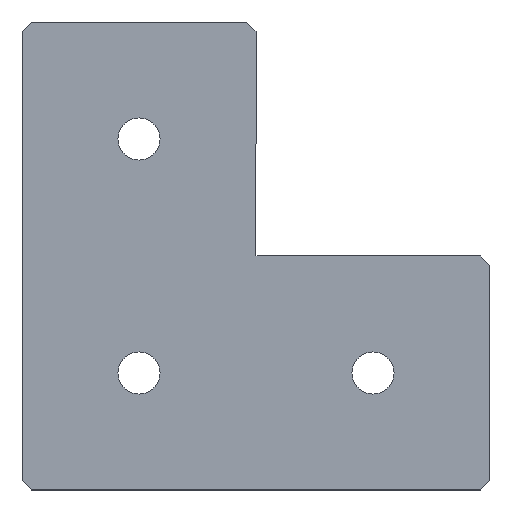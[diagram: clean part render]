
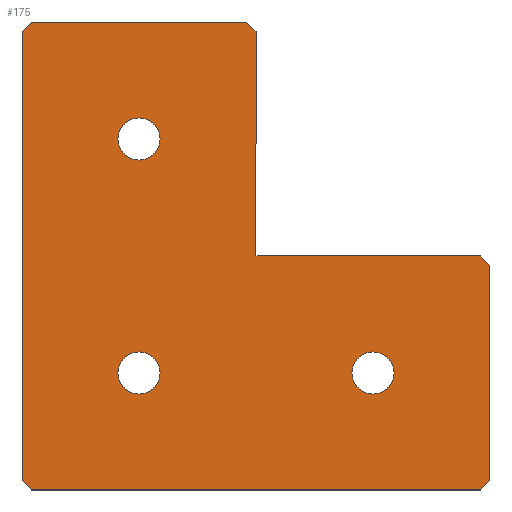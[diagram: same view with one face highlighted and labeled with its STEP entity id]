
A CAD part, top view. The second image highlights one B-rep face of the part: STEP entity #175.
In plain terms, the highlighted planar face has unit normal (0, 0, 1).
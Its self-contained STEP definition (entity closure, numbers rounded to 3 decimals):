
#3 = DIRECTION ( 'NONE',  ( -0.707, -0.707, 0. ) ) ;
#9 = AXIS2_PLACEMENT_3D ( 'NONE', #527, #577, #71 ) ;
#11 = CARTESIAN_POINT ( 'NONE',  ( 24., 24., 0. ) ) ;
#13 = EDGE_CURVE ( 'NONE', #457, #162, #173, .T. ) ;
#24 = VERTEX_POINT ( 'NONE', #567 ) ;
#27 = CARTESIAN_POINT ( 'NONE',  ( 25., -29.5, 0. ) ) ;
#29 = VERTEX_POINT ( 'NONE', #270 ) ;
#32 = CARTESIAN_POINT ( 'NONE',  ( 50., -50., 0. ) ) ;
#37 = CARTESIAN_POINT ( 'NONE',  ( 75., -75., 0. ) ) ;
#39 = DIRECTION ( 'NONE',  ( 0.707, 0.707, 0. ) ) ;
#43 = DIRECTION ( 'NONE',  ( 0., 0., -1. ) ) ;
#46 = CARTESIAN_POINT ( 'NONE',  ( 25., -70.5, 0. ) ) ;
#51 = LINE ( 'NONE', #11, #386 ) ;
#59 = EDGE_CURVE ( 'NONE', #176, #24, #319, .T. ) ;
#65 = ORIENTED_EDGE ( 'NONE', *, *, #473, .F. ) ;
#67 = DIRECTION ( 'NONE',  ( 0., 0., -1. ) ) ;
#68 = EDGE_CURVE ( 'NONE', #74, #377, #218, .T. ) ;
#69 = VECTOR ( 'NONE', #140, 1000. ) ;
#71 = DIRECTION ( 'NONE',  ( 0., 1., 0. ) ) ;
#74 = VERTEX_POINT ( 'NONE', #509 ) ;
#76 = ORIENTED_EDGE ( 'NONE', *, *, #609, .F. ) ;
#78 = FACE_BOUND ( 'NONE', #332, .T. ) ;
#85 = VERTEX_POINT ( 'NONE', #217 ) ;
#87 = EDGE_CURVE ( 'NONE', #29, #85, #51, .T. ) ;
#91 = VERTEX_POINT ( 'NONE', #46 ) ;
#96 = LINE ( 'NONE', #312, #109 ) ;
#101 = DIRECTION ( 'NONE',  ( 0., 1., 0. ) ) ;
#106 = AXIS2_PLACEMENT_3D ( 'NONE', #590, #548, #206 ) ;
#109 = VECTOR ( 'NONE', #503, 1000. ) ;
#114 = EDGE_CURVE ( 'NONE', #367, #199, #325, .T. ) ;
#118 = CARTESIAN_POINT ( 'NONE',  ( 0., -2., 0. ) ) ;
#120 = AXIS2_PLACEMENT_3D ( 'NONE', #643, #542, #200 ) ;
#121 = ORIENTED_EDGE ( 'NONE', *, *, #205, .T. ) ;
#125 = VERTEX_POINT ( 'NONE', #157 ) ;
#128 = EDGE_CURVE ( 'NONE', #367, #125, #601, .T. ) ;
#136 = EDGE_CURVE ( 'NONE', #462, #644, #182, .T. ) ;
#139 = ORIENTED_EDGE ( 'NONE', *, *, #498, .T. ) ;
#140 = DIRECTION ( 'NONE',  ( 1., 0., 0. ) ) ;
#148 = CARTESIAN_POINT ( 'NONE',  ( 75., -79.5, 0. ) ) ;
#151 = CARTESIAN_POINT ( 'NONE',  ( 100., -98., 0. ) ) ;
#157 = CARTESIAN_POINT ( 'NONE',  ( 2., -100., 0. ) ) ;
#162 = VERTEX_POINT ( 'NONE', #27 ) ;
#165 = DIRECTION ( 'NONE',  ( -0.707, 0.707, 0. ) ) ;
#171 = EDGE_CURVE ( 'NONE', #245, #85, #242, .T. ) ;
#173 = CIRCLE ( 'NONE', #339, 4.5 ) ;
#175 = ADVANCED_FACE ( 'NONE', ( #78, #599, #345, #555 ), #260, .T. ) ;
#176 = VERTEX_POINT ( 'NONE', #304 ) ;
#182 = CIRCLE ( 'NONE', #106, 4.5 ) ;
#192 = DIRECTION ( 'NONE',  ( 0., 0., 1. ) ) ;
#195 = DIRECTION ( 'NONE',  ( 0., -1., 0. ) ) ;
#199 = VERTEX_POINT ( 'NONE', #151 ) ;
#200 = DIRECTION ( 'NONE',  ( 0., 1., 0. ) ) ;
#202 = CARTESIAN_POINT ( 'NONE',  ( 100., -52., 0. ) ) ;
#203 = VECTOR ( 'NONE', #39, 1000. ) ;
#205 = EDGE_CURVE ( 'NONE', #74, #125, #96, .T. ) ;
#206 = DIRECTION ( 'NONE',  ( 0., 1., 0. ) ) ;
#217 = CARTESIAN_POINT ( 'NONE',  ( 48., 0., 0. ) ) ;
#218 = LINE ( 'NONE', #412, #648 ) ;
#221 = VECTOR ( 'NONE', #500, 1000. ) ;
#242 = LINE ( 'NONE', #396, #69 ) ;
#244 = EDGE_LOOP ( 'NONE', ( #362, #343 ) ) ;
#245 = VERTEX_POINT ( 'NONE', #545 ) ;
#250 = ORIENTED_EDGE ( 'NONE', *, *, #623, .T. ) ;
#256 = CARTESIAN_POINT ( 'NONE',  ( 25., -20.5, 0. ) ) ;
#260 = PLANE ( 'NONE',  #269 ) ;
#262 = CARTESIAN_POINT ( 'NONE',  ( 75., -70.5, 0. ) ) ;
#265 = CARTESIAN_POINT ( 'NONE',  ( 25., -79.5, 0. ) ) ;
#268 = LINE ( 'NONE', #552, #277 ) ;
#269 = AXIS2_PLACEMENT_3D ( 'NONE', #459, #192, #537 ) ;
#270 = CARTESIAN_POINT ( 'NONE',  ( 50., -2., 0. ) ) ;
#275 = DIRECTION ( 'NONE',  ( 0., 1., 0. ) ) ;
#277 = VECTOR ( 'NONE', #3, 1000. ) ;
#287 = VECTOR ( 'NONE', #618, 1000. ) ;
#290 = CARTESIAN_POINT ( 'NONE',  ( 98., -100., 0. ) ) ;
#304 = CARTESIAN_POINT ( 'NONE',  ( 50., -50., 0. ) ) ;
#312 = CARTESIAN_POINT ( 'NONE',  ( -49., -49., 0. ) ) ;
#319 = LINE ( 'NONE', #505, #287 ) ;
#320 = DIRECTION ( 'NONE',  ( 0., 1., 0. ) ) ;
#325 = LINE ( 'NONE', #438, #203 ) ;
#328 = CIRCLE ( 'NONE', #471, 4.5 ) ;
#332 = EDGE_LOOP ( 'NONE', ( #477, #640 ) ) ;
#334 = EDGE_CURVE ( 'NONE', #162, #457, #359, .T. ) ;
#339 = AXIS2_PLACEMENT_3D ( 'NONE', #654, #558, #275 ) ;
#343 = ORIENTED_EDGE ( 'NONE', *, *, #334, .T. ) ;
#344 = ORIENTED_EDGE ( 'NONE', *, *, #59, .F. ) ;
#345 = FACE_BOUND ( 'NONE', #612, .T. ) ;
#351 = ORIENTED_EDGE ( 'NONE', *, *, #128, .F. ) ;
#358 = CARTESIAN_POINT ( 'NONE',  ( 0., -100., 0. ) ) ;
#359 = CIRCLE ( 'NONE', #9, 4.5 ) ;
#362 = ORIENTED_EDGE ( 'NONE', *, *, #13, .T. ) ;
#367 = VERTEX_POINT ( 'NONE', #290 ) ;
#373 = DIRECTION ( 'NONE',  ( -0.707, 0.707, 0. ) ) ;
#377 = VERTEX_POINT ( 'NONE', #118 ) ;
#386 = VECTOR ( 'NONE', #165, 1000. ) ;
#391 = EDGE_CURVE ( 'NONE', #576, #91, #328, .T. ) ;
#395 = ORIENTED_EDGE ( 'NONE', *, *, #87, .T. ) ;
#396 = CARTESIAN_POINT ( 'NONE',  ( 50., 0., 0. ) ) ;
#408 = CARTESIAN_POINT ( 'NONE',  ( 100., -100., 0. ) ) ;
#412 = CARTESIAN_POINT ( 'NONE',  ( 0., 0., 0. ) ) ;
#418 = CARTESIAN_POINT ( 'NONE',  ( 24., 24., 0. ) ) ;
#433 = EDGE_CURVE ( 'NONE', #564, #24, #570, .T. ) ;
#438 = CARTESIAN_POINT ( 'NONE',  ( 99., -99., 0. ) ) ;
#444 = DIRECTION ( 'NONE',  ( -1., 0., 0. ) ) ;
#453 = VECTOR ( 'NONE', #444, 1000. ) ;
#457 = VERTEX_POINT ( 'NONE', #256 ) ;
#459 = CARTESIAN_POINT ( 'NONE',  ( 0., 0., 0. ) ) ;
#462 = VERTEX_POINT ( 'NONE', #148 ) ;
#471 = AXIS2_PLACEMENT_3D ( 'NONE', #628, #67, #479 ) ;
#473 = EDGE_CURVE ( 'NONE', #29, #176, #637, .T. ) ;
#474 = VECTOR ( 'NONE', #195, 1000. ) ;
#477 = ORIENTED_EDGE ( 'NONE', *, *, #482, .T. ) ;
#479 = DIRECTION ( 'NONE',  ( 0., 1., 0. ) ) ;
#482 = EDGE_CURVE ( 'NONE', #91, #576, #580, .T. ) ;
#484 = ORIENTED_EDGE ( 'NONE', *, *, #68, .F. ) ;
#495 = ORIENTED_EDGE ( 'NONE', *, *, #114, .T. ) ;
#498 = EDGE_CURVE ( 'NONE', #245, #377, #268, .T. ) ;
#500 = DIRECTION ( 'NONE',  ( 0., -1., 0. ) ) ;
#503 = DIRECTION ( 'NONE',  ( 0.707, -0.707, 0. ) ) ;
#505 = CARTESIAN_POINT ( 'NONE',  ( 100., -50., 0. ) ) ;
#509 = CARTESIAN_POINT ( 'NONE',  ( 0., -98., 0. ) ) ;
#527 = CARTESIAN_POINT ( 'NONE',  ( 25., -25., 0. ) ) ;
#528 = ORIENTED_EDGE ( 'NONE', *, *, #433, .T. ) ;
#537 = DIRECTION ( 'NONE',  ( 1., 0., 0. ) ) ;
#541 = AXIS2_PLACEMENT_3D ( 'NONE', #37, #43, #101 ) ;
#542 = DIRECTION ( 'NONE',  ( 0., 0., -1. ) ) ;
#545 = CARTESIAN_POINT ( 'NONE',  ( 2., 0., 0. ) ) ;
#548 = DIRECTION ( 'NONE',  ( 0., 0., -1. ) ) ;
#551 = ORIENTED_EDGE ( 'NONE', *, *, #171, .F. ) ;
#552 = CARTESIAN_POINT ( 'NONE',  ( 1., -1., 0. ) ) ;
#553 = VECTOR ( 'NONE', #373, 1000. ) ;
#555 = FACE_OUTER_BOUND ( 'NONE', #636, .T. ) ;
#558 = DIRECTION ( 'NONE',  ( 0., 0., -1. ) ) ;
#564 = VERTEX_POINT ( 'NONE', #202 ) ;
#565 = ORIENTED_EDGE ( 'NONE', *, *, #136, .T. ) ;
#567 = CARTESIAN_POINT ( 'NONE',  ( 98., -50., 0. ) ) ;
#570 = LINE ( 'NONE', #418, #553 ) ;
#575 = CIRCLE ( 'NONE', #541, 4.5 ) ;
#576 = VERTEX_POINT ( 'NONE', #265 ) ;
#577 = DIRECTION ( 'NONE',  ( 0., 0., -1. ) ) ;
#580 = CIRCLE ( 'NONE', #120, 4.5 ) ;
#590 = CARTESIAN_POINT ( 'NONE',  ( 75., -75., 0. ) ) ;
#593 = LINE ( 'NONE', #408, #221 ) ;
#599 = FACE_BOUND ( 'NONE', #244, .T. ) ;
#601 = LINE ( 'NONE', #358, #453 ) ;
#609 = EDGE_CURVE ( 'NONE', #564, #199, #593, .T. ) ;
#612 = EDGE_LOOP ( 'NONE', ( #250, #565 ) ) ;
#618 = DIRECTION ( 'NONE',  ( 1., 0., 0. ) ) ;
#623 = EDGE_CURVE ( 'NONE', #644, #462, #575, .T. ) ;
#628 = CARTESIAN_POINT ( 'NONE',  ( 25., -75., 0. ) ) ;
#636 = EDGE_LOOP ( 'NONE', ( #551, #139, #484, #121, #351, #495, #76, #528, #344, #65, #395 ) ) ;
#637 = LINE ( 'NONE', #32, #474 ) ;
#640 = ORIENTED_EDGE ( 'NONE', *, *, #391, .T. ) ;
#643 = CARTESIAN_POINT ( 'NONE',  ( 25., -75., 0. ) ) ;
#644 = VERTEX_POINT ( 'NONE', #262 ) ;
#648 = VECTOR ( 'NONE', #320, 1000. ) ;
#654 = CARTESIAN_POINT ( 'NONE',  ( 25., -25., 0. ) ) ;
